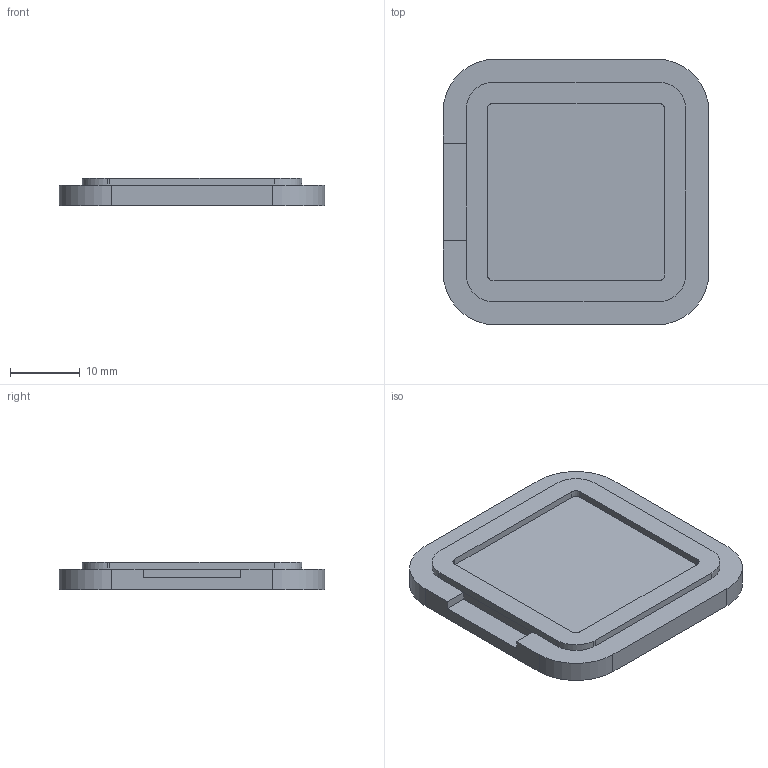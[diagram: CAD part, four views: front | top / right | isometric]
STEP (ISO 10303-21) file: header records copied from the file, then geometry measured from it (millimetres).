
FILE_DESCRIPTION(/* description */ (''),/* implementation_level */ '2;1');
FILE_NAME(/* name */ 'L1_Case 2 Part v5_Logo.step',/* time_stamp */ '2023-05-01T16:53:24-07:00',/* author */ (''),/* organization */ (''),/* preprocessor_version */ 'ST-DEVELOPER v19.2',/* originating_system */ 'Autodesk Translation Framework v12.4.0.73',/* authorisation */ '');
FILE_SCHEMA (('AUTOMOTIVE_DESIGN { 1 0 10303 214 3 1 1 }'));
Length unit declared in the file: millimetre
Products named in the file (2): L1_Case 2 Part; Component1
Assembly tree (1 placements, depth 2):
  L1_Case 2 Part
    Component1
Bounding box: 38.1 x 38.1 x 4 mm (x, y, z)
Volume: 4472.4 mm3; surface area: 3459.8 mm2
Topology: 1 solids, 1 shells, 66 faces, 181 edges, 120 vertices
Faces by surface type: plane 50, cylinder 8, cone 8
Entity records: 2176 total; most frequent: CARTESIAN_POINT 370, ORIENTED_EDGE 362, DIRECTION 351, EDGE_CURVE 181, LINE 149, VECTOR 149, VERTEX_POINT 120, AXIS2_PLACEMENT_3D 101
